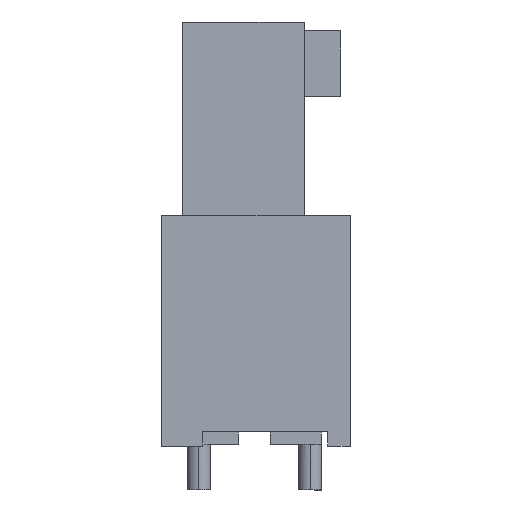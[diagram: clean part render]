
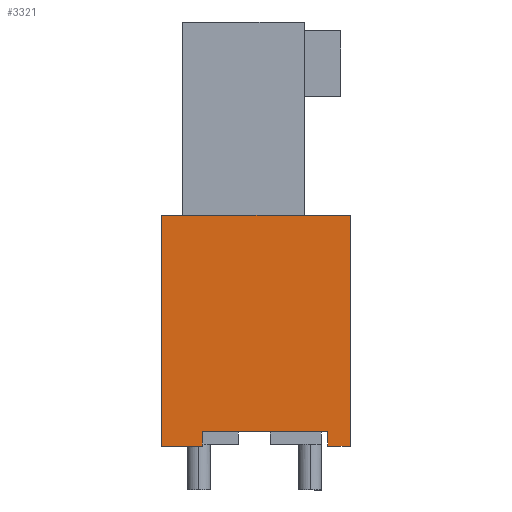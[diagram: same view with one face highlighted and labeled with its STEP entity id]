
A CAD part, left-side view. The second image highlights one B-rep face of the part: STEP entity #3321.
In plain terms, the highlighted planar face has unit normal (-1, 0, 0).
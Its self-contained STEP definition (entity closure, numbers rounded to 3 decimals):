
#3309=AXIS2_PLACEMENT_3D('Plane Axis2P3D',#3306,#3307,#3308) ;
#42=CARTESIAN_POINT('Vertex',(0.,0.,1.5)) ;
#45=CARTESIAN_POINT('Line Origine',(0.,0.39,1.5)) ;
#49=CARTESIAN_POINT('Vertex',(0.,0.78,1.5)) ;
#88=CARTESIAN_POINT('Vertex',(0.,0.,9.4)) ;
#93=CARTESIAN_POINT('Line Origine',(0.,0.,5.45)) ;
#688=CARTESIAN_POINT('Line Origine',(0.,0.78,1.75)) ;
#692=CARTESIAN_POINT('Vertex',(0.,0.78,2.)) ;
#1452=CARTESIAN_POINT('Line Origine',(0.,6.45,5.45)) ;
#1456=CARTESIAN_POINT('Vertex',(0.,6.45,9.4)) ;
#1458=CARTESIAN_POINT('Vertex',(0.,6.45,1.5)) ;
#2137=CARTESIAN_POINT('Vertex',(0.,5.057,1.5)) ;
#2140=CARTESIAN_POINT('Line Origine',(0.,5.754,1.5)) ;
#2166=CARTESIAN_POINT('Vertex',(0.,5.057,2.)) ;
#2169=CARTESIAN_POINT('Line Origine',(0.,5.057,1.75)) ;
#2438=CARTESIAN_POINT('Line Origine',(0.,2.919,2.)) ;
#2456=CARTESIAN_POINT('Line Origine',(0.,3.225,9.4)) ;
#3306=CARTESIAN_POINT('Axis2P3D Location',(0.,6.23,9.4)) ;
#46=DIRECTION('Vector Direction',(0.,1.,0.)) ;
#94=DIRECTION('Vector Direction',(0.,0.,-1.)) ;
#689=DIRECTION('Vector Direction',(0.,0.,-1.)) ;
#1453=DIRECTION('Vector Direction',(0.,0.,-1.)) ;
#2141=DIRECTION('Vector Direction',(0.,1.,0.)) ;
#2170=DIRECTION('Vector Direction',(0.,0.,-1.)) ;
#2439=DIRECTION('Vector Direction',(0.,1.,0.)) ;
#2457=DIRECTION('Vector Direction',(0.,1.,0.)) ;
#3307=DIRECTION('Axis2P3D Direction',(-1.,0.,0.)) ;
#3308=DIRECTION('Axis2P3D XDirection',(0.,1.,0.)) ;
#47=VECTOR('Line Direction',#46,1.) ;
#95=VECTOR('Line Direction',#94,1.) ;
#690=VECTOR('Line Direction',#689,1.) ;
#1454=VECTOR('Line Direction',#1453,1.) ;
#2142=VECTOR('Line Direction',#2141,1.) ;
#2171=VECTOR('Line Direction',#2170,1.) ;
#2440=VECTOR('Line Direction',#2439,1.) ;
#2458=VECTOR('Line Direction',#2457,1.) ;
#3312=ORIENTED_EDGE('',*,*,#2442,.F.) ;
#3313=ORIENTED_EDGE('',*,*,#694,.T.) ;
#3314=ORIENTED_EDGE('',*,*,#51,.F.) ;
#3315=ORIENTED_EDGE('',*,*,#97,.F.) ;
#3316=ORIENTED_EDGE('',*,*,#2460,.F.) ;
#3317=ORIENTED_EDGE('',*,*,#1460,.T.) ;
#3318=ORIENTED_EDGE('',*,*,#2144,.F.) ;
#3319=ORIENTED_EDGE('',*,*,#2173,.F.) ;
#3321=ADVANCED_FACE('HOUSING',(#3320),#3310,.T.) ;
#51=EDGE_CURVE('',#43,#50,#48,.T.) ;
#97=EDGE_CURVE('',#89,#43,#96,.T.) ;
#694=EDGE_CURVE('',#693,#50,#691,.T.) ;
#1460=EDGE_CURVE('',#1457,#1459,#1455,.T.) ;
#2144=EDGE_CURVE('',#2138,#1459,#2143,.T.) ;
#2173=EDGE_CURVE('',#2167,#2138,#2172,.T.) ;
#2442=EDGE_CURVE('',#693,#2167,#2441,.T.) ;
#2460=EDGE_CURVE('',#1457,#89,#2459,.F.) ;
#3311=EDGE_LOOP('',(#3312,#3313,#3314,#3315,#3316,#3317,#3318,#3319)) ;
#3320=FACE_OUTER_BOUND('',#3311,.T.) ;
#48=LINE('Line',#45,#47) ;
#96=LINE('Line',#93,#95) ;
#691=LINE('Line',#688,#690) ;
#1455=LINE('Line',#1452,#1454) ;
#2143=LINE('Line',#2140,#2142) ;
#2172=LINE('Line',#2169,#2171) ;
#2441=LINE('Line',#2438,#2440) ;
#2459=LINE('Line',#2456,#2458) ;
#3310=PLANE('',#3309) ;
#43=VERTEX_POINT('',#42) ;
#50=VERTEX_POINT('',#49) ;
#89=VERTEX_POINT('',#88) ;
#693=VERTEX_POINT('',#692) ;
#1457=VERTEX_POINT('',#1456) ;
#1459=VERTEX_POINT('',#1458) ;
#2138=VERTEX_POINT('',#2137) ;
#2167=VERTEX_POINT('',#2166) ;
